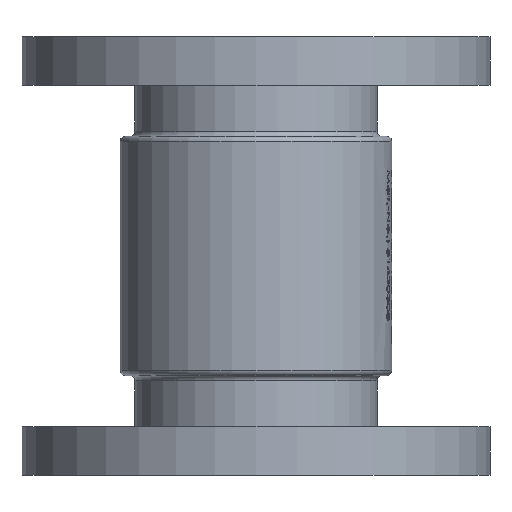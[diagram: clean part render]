
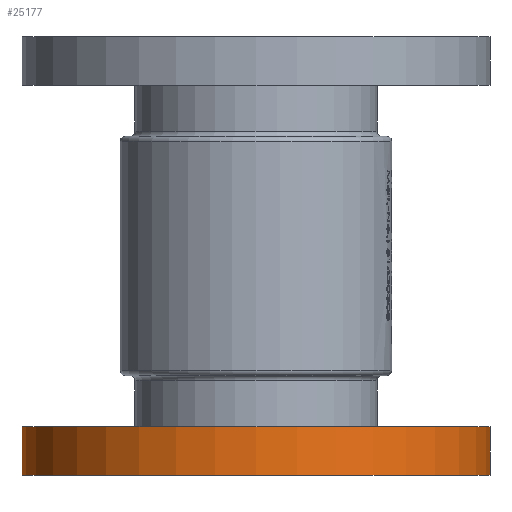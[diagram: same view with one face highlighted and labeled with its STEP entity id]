
A CAD part, front view. The second image highlights one B-rep face of the part: STEP entity #25177.
In plain terms, the highlighted cylindrical face has radius 135 mm (diameter 270 mm), a partial arc.
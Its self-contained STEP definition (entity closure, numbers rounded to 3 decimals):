
#1133 = EDGE_CURVE ( 'NONE', #22846, #9560, #2009, .T. ) ;
#2009 = CIRCLE ( 'NONE', #17987, 135. ) ;
#2416 = DIRECTION ( 'NONE',  ( 0., 0., 1. ) ) ;
#3530 = DIRECTION ( 'NONE',  ( 1., 0., 0. ) ) ;
#4662 = ORIENTED_EDGE ( 'NONE', *, *, #1133, .F. ) ;
#4860 = DIRECTION ( 'NONE',  ( 0., 0., -1. ) ) ;
#6211 = DIRECTION ( 'NONE',  ( 0., 0., -1. ) ) ;
#6671 = LINE ( 'NONE', #18858, #16008 ) ;
#7124 = CARTESIAN_POINT ( 'NONE',  ( 0., 0., -225. ) ) ;
#7240 = EDGE_CURVE ( 'NONE', #22846, #13414, #6671, .T. ) ;
#7647 = VECTOR ( 'NONE', #4860, 1000. ) ;
#8401 = CARTESIAN_POINT ( 'NONE',  ( 0., 0., -253. ) ) ;
#9264 = CIRCLE ( 'NONE', #16760, 135. ) ;
#9560 = VERTEX_POINT ( 'NONE', #20981 ) ;
#10259 = DIRECTION ( 'NONE',  ( 1., 0., 0. ) ) ;
#10418 = ORIENTED_EDGE ( 'NONE', *, *, #10820, .T. ) ;
#10820 = EDGE_CURVE ( 'NONE', #13414, #17193, #9264, .T. ) ;
#10886 = CYLINDRICAL_SURFACE ( 'NONE', #24272, 135. ) ;
#13034 = EDGE_LOOP ( 'NONE', ( #4662, #17759, #10418, #14384 ) ) ;
#13414 = VERTEX_POINT ( 'NONE', #17784 ) ;
#14160 = DIRECTION ( 'NONE',  ( 0., 0., -1. ) ) ;
#14384 = ORIENTED_EDGE ( 'NONE', *, *, #20551, .F. ) ;
#15248 = CARTESIAN_POINT ( 'NONE',  ( 0., 0., -253. ) ) ;
#16008 = VECTOR ( 'NONE', #14160, 1000. ) ;
#16329 = DIRECTION ( 'NONE',  ( 1., 0., 0. ) ) ;
#16760 = AXIS2_PLACEMENT_3D ( 'NONE', #15248, #17744, #10259 ) ;
#17193 = VERTEX_POINT ( 'NONE', #25724 ) ;
#17744 = DIRECTION ( 'NONE',  ( 0., 0., 1. ) ) ;
#17759 = ORIENTED_EDGE ( 'NONE', *, *, #7240, .T. ) ;
#17784 = CARTESIAN_POINT ( 'NONE',  ( -135., 0., -253. ) ) ;
#17987 = AXIS2_PLACEMENT_3D ( 'NONE', #7124, #2416, #16329 ) ;
#18299 = CARTESIAN_POINT ( 'NONE',  ( -135., 0., -225. ) ) ;
#18858 = CARTESIAN_POINT ( 'NONE',  ( -135., 0., -253. ) ) ;
#20551 = EDGE_CURVE ( 'NONE', #9560, #17193, #25840, .T. ) ;
#20981 = CARTESIAN_POINT ( 'NONE',  ( 135., 0., -225. ) ) ;
#21297 = CARTESIAN_POINT ( 'NONE',  ( 135., 0., -253. ) ) ;
#22846 = VERTEX_POINT ( 'NONE', #18299 ) ;
#24272 = AXIS2_PLACEMENT_3D ( 'NONE', #8401, #6211, #3530 ) ;
#24982 = FACE_OUTER_BOUND ( 'NONE', #13034, .T. ) ;
#25177 = ADVANCED_FACE ( 'NONE', ( #24982 ), #10886, .T. ) ;
#25724 = CARTESIAN_POINT ( 'NONE',  ( 135., 0., -253. ) ) ;
#25840 = LINE ( 'NONE', #21297, #7647 ) ;
